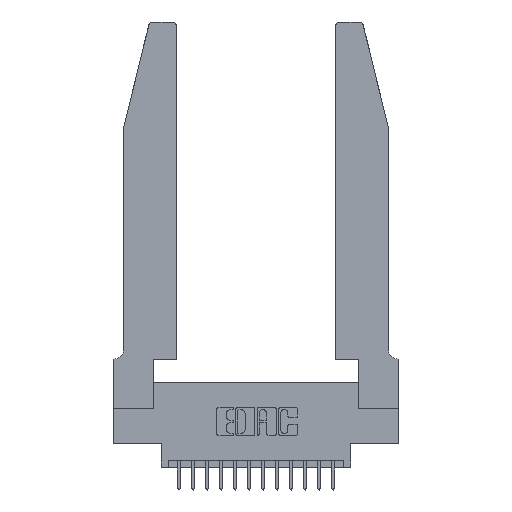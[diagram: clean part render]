
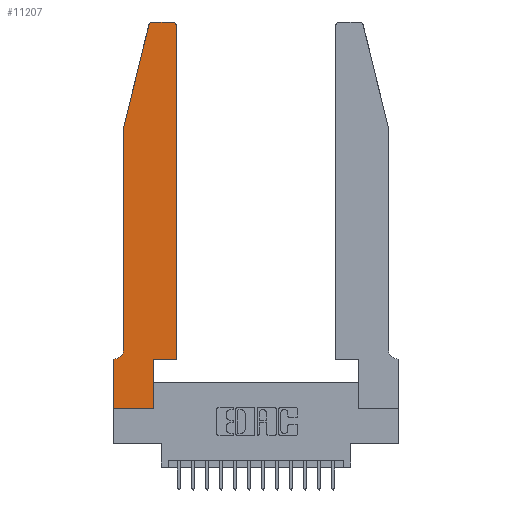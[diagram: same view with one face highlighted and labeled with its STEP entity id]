
A CAD part, top view. The second image highlights one B-rep face of the part: STEP entity #11207.
In plain terms, the highlighted planar face has unit normal (0, 0, 1).
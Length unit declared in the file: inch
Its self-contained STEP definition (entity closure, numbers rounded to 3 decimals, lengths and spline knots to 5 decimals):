
#67 = LINE ( 'NONE', #17785, #11139 ) ;
#121 = VECTOR ( 'NONE', #11818, 39.37008 ) ;
#384 = DIRECTION ( 'NONE',  ( 1., 0., 0. ) ) ;
#835 = VECTOR ( 'NONE', #15488, 39.37008 ) ;
#1078 = VECTOR ( 'NONE', #13667, 39.37008 ) ;
#1276 = DIRECTION ( 'NONE',  ( 1., 0., 0. ) ) ;
#1304 = LINE ( 'NONE', #14083, #835 ) ;
#1308 = DIRECTION ( 'NONE',  ( -1., 0., 0. ) ) ;
#1348 = ORIENTED_EDGE ( 'NONE', *, *, #8512, .T. ) ;
#1713 = EDGE_CURVE ( 'NONE', #7451, #16303, #67, .T. ) ;
#1714 = ORIENTED_EDGE ( 'NONE', *, *, #5372, .T. ) ;
#1754 = VERTEX_POINT ( 'NONE', #17967 ) ;
#1855 = CARTESIAN_POINT ( 'NONE',  ( 0., 0., 0.37 ) ) ;
#2024 = LINE ( 'NONE', #4532, #2488 ) ;
#2062 = DIRECTION ( 'NONE',  ( 0., 0., 1. ) ) ;
#2488 = VECTOR ( 'NONE', #12994, 39.37008 ) ;
#2573 = CARTESIAN_POINT ( 'NONE',  ( 0.2605, 2.75, 0.37 ) ) ;
#2638 = PLANE ( 'NONE',  #8452 ) ;
#3175 = VECTOR ( 'NONE', #3527, 39.37008 ) ;
#3408 = EDGE_CURVE ( 'NONE', #7515, #1754, #16284, .T. ) ;
#3527 = DIRECTION ( 'NONE',  ( 0., -1., 0. ) ) ;
#3700 = CARTESIAN_POINT ( 'NONE',  ( 0.25487, 2.72718, 0.37 ) ) ;
#3859 = VECTOR ( 'NONE', #11306, 39.37008 ) ;
#4379 = CIRCLE ( 'NONE', #7841, 0.03 ) ;
#4532 = CARTESIAN_POINT ( 'NONE',  ( 0.4505, 0.35, 0.37 ) ) ;
#5315 = VERTEX_POINT ( 'NONE', #7966 ) ;
#5338 = CARTESIAN_POINT ( 'NONE',  ( 0.2865, 0., 0.37 ) ) ;
#5357 = AXIS2_PLACEMENT_3D ( 'NONE', #18310, #9988, #1308 ) ;
#5372 = EDGE_CURVE ( 'NONE', #17507, #13756, #12511, .T. ) ;
#5378 = CIRCLE ( 'NONE', #10353, 0.03 ) ;
#5520 = ORIENTED_EDGE ( 'NONE', *, *, #13496, .T. ) ;
#5579 = EDGE_CURVE ( 'NONE', #1754, #13841, #2024, .T. ) ;
#5603 = DIRECTION ( 'NONE',  ( 1., 0., 0. ) ) ;
#6797 = EDGE_LOOP ( 'NONE', ( #1714, #18149, #5520, #11071, #13649, #10365, #10759, #1348, #14710, #11116, #12733, #15502 ) ) ;
#7054 = FACE_OUTER_BOUND ( 'NONE', #6797, .T. ) ;
#7451 = VERTEX_POINT ( 'NONE', #9457 ) ;
#7481 = LINE ( 'NONE', #13472, #3175 ) ;
#7515 = VERTEX_POINT ( 'NONE', #5338 ) ;
#7817 = VECTOR ( 'NONE', #384, 39.37008 ) ;
#7841 = AXIS2_PLACEMENT_3D ( 'NONE', #10715, #2062, #12084 ) ;
#7966 = CARTESIAN_POINT ( 'NONE',  ( 0.0755, 2., 0.37 ) ) ;
#8452 = AXIS2_PLACEMENT_3D ( 'NONE', #9845, #14021, #5603 ) ;
#8512 = EDGE_CURVE ( 'NONE', #8612, #7515, #15277, .T. ) ;
#8612 = VERTEX_POINT ( 'NONE', #12068 ) ;
#8924 = EDGE_CURVE ( 'NONE', #13756, #12066, #5378, .T. ) ;
#9457 = CARTESIAN_POINT ( 'NONE',  ( 0.0055, 0.35, 0.37 ) ) ;
#9471 = VERTEX_POINT ( 'NONE', #16792 ) ;
#9777 = CIRCLE ( 'NONE', #5357, 0.07 ) ;
#9845 = CARTESIAN_POINT ( 'NONE',  ( 0., 0.35, 0.37 ) ) ;
#9952 = DIRECTION ( 'NONE',  ( 0., 0., 1. ) ) ;
#9988 = DIRECTION ( 'NONE',  ( 0., 0., -1. ) ) ;
#10153 = CARTESIAN_POINT ( 'NONE',  ( 0., 0.35, 0.37 ) ) ;
#10353 = AXIS2_PLACEMENT_3D ( 'NONE', #18279, #9952, #1276 ) ;
#10365 = ORIENTED_EDGE ( 'NONE', *, *, #1713, .T. ) ;
#10585 = EDGE_CURVE ( 'NONE', #9471, #7451, #9777, .T. ) ;
#10715 = CARTESIAN_POINT ( 'NONE',  ( 0.4205, 2.72, 0.37 ) ) ;
#10759 = ORIENTED_EDGE ( 'NONE', *, *, #12268, .T. ) ;
#10923 = EDGE_CURVE ( 'NONE', #17419, #17507, #4379, .T. ) ;
#11071 = ORIENTED_EDGE ( 'NONE', *, *, #11598, .T. ) ;
#11116 = ORIENTED_EDGE ( 'NONE', *, *, #5579, .T. ) ;
#11139 = VECTOR ( 'NONE', #14870, 39.37008 ) ;
#11207 = ADVANCED_FACE ( 'NONE', ( #7054 ), #2638, .T. ) ;
#11306 = DIRECTION ( 'NONE',  ( 0., -1., 0. ) ) ;
#11381 = CARTESIAN_POINT ( 'NONE',  ( 0.4505, 0.35, 0.37 ) ) ;
#11464 = CARTESIAN_POINT ( 'NONE',  ( 0.4505, 2.72, 0.37 ) ) ;
#11598 = EDGE_CURVE ( 'NONE', #5315, #9471, #7481, .T. ) ;
#11818 = DIRECTION ( 'NONE',  ( -0.239, -0.971, 0. ) ) ;
#12066 = VERTEX_POINT ( 'NONE', #3700 ) ;
#12068 = CARTESIAN_POINT ( 'NONE',  ( 0., 0., 0.37 ) ) ;
#12084 = DIRECTION ( 'NONE',  ( 1., 0., 0. ) ) ;
#12268 = EDGE_CURVE ( 'NONE', #16303, #8612, #15145, .T. ) ;
#12511 = LINE ( 'NONE', #2573, #1078 ) ;
#12733 = ORIENTED_EDGE ( 'NONE', *, *, #14916, .T. ) ;
#12994 = DIRECTION ( 'NONE',  ( 1., 0., 0. ) ) ;
#13472 = CARTESIAN_POINT ( 'NONE',  ( 0.0755, 2., 0.37 ) ) ;
#13496 = EDGE_CURVE ( 'NONE', #12066, #5315, #16172, .T. ) ;
#13649 = ORIENTED_EDGE ( 'NONE', *, *, #10585, .T. ) ;
#13667 = DIRECTION ( 'NONE',  ( -1., 0., 0. ) ) ;
#13756 = VERTEX_POINT ( 'NONE', #16745 ) ;
#13841 = VERTEX_POINT ( 'NONE', #11381 ) ;
#14021 = DIRECTION ( 'NONE',  ( 0., 0., 1. ) ) ;
#14083 = CARTESIAN_POINT ( 'NONE',  ( 0.4505, 0.35, 0.37 ) ) ;
#14130 = DIRECTION ( 'NONE',  ( 0., 1., 0. ) ) ;
#14710 = ORIENTED_EDGE ( 'NONE', *, *, #3408, .T. ) ;
#14870 = DIRECTION ( 'NONE',  ( -1., 0., 0. ) ) ;
#14916 = EDGE_CURVE ( 'NONE', #13841, #17419, #1304, .T. ) ;
#15145 = LINE ( 'NONE', #18255, #3859 ) ;
#15277 = LINE ( 'NONE', #1855, #7817 ) ;
#15488 = DIRECTION ( 'NONE',  ( 0., 1., 0. ) ) ;
#15502 = ORIENTED_EDGE ( 'NONE', *, *, #10923, .T. ) ;
#15852 = VECTOR ( 'NONE', #14130, 39.37008 ) ;
#16014 = CARTESIAN_POINT ( 'NONE',  ( 0.0755, 2., 0.37 ) ) ;
#16172 = LINE ( 'NONE', #16014, #121 ) ;
#16284 = LINE ( 'NONE', #16763, #15852 ) ;
#16303 = VERTEX_POINT ( 'NONE', #10153 ) ;
#16745 = CARTESIAN_POINT ( 'NONE',  ( 0.284, 2.75, 0.37 ) ) ;
#16763 = CARTESIAN_POINT ( 'NONE',  ( 0.2865, 0.35, 0.37 ) ) ;
#16792 = CARTESIAN_POINT ( 'NONE',  ( 0.0755, 0.42, 0.37 ) ) ;
#17268 = CARTESIAN_POINT ( 'NONE',  ( 0.4205, 2.75, 0.37 ) ) ;
#17419 = VERTEX_POINT ( 'NONE', #11464 ) ;
#17507 = VERTEX_POINT ( 'NONE', #17268 ) ;
#17785 = CARTESIAN_POINT ( 'NONE',  ( 0.0755, 0.35, 0.37 ) ) ;
#17967 = CARTESIAN_POINT ( 'NONE',  ( 0.2865, 0.35, 0.37 ) ) ;
#18149 = ORIENTED_EDGE ( 'NONE', *, *, #8924, .T. ) ;
#18255 = CARTESIAN_POINT ( 'NONE',  ( 0., 0., 0.37 ) ) ;
#18279 = CARTESIAN_POINT ( 'NONE',  ( 0.284, 2.72, 0.37 ) ) ;
#18310 = CARTESIAN_POINT ( 'NONE',  ( 0.0055, 0.42, 0.37 ) ) ;
